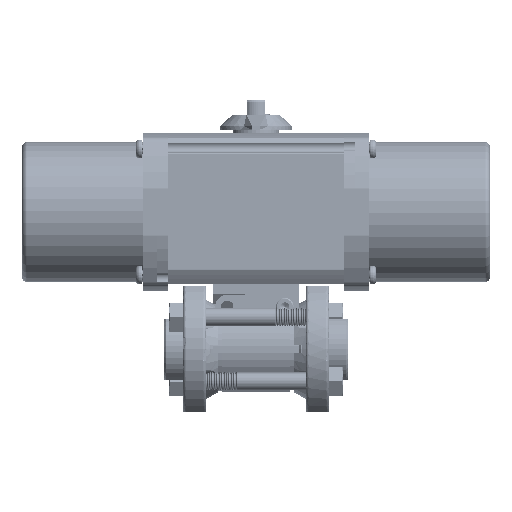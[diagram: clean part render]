
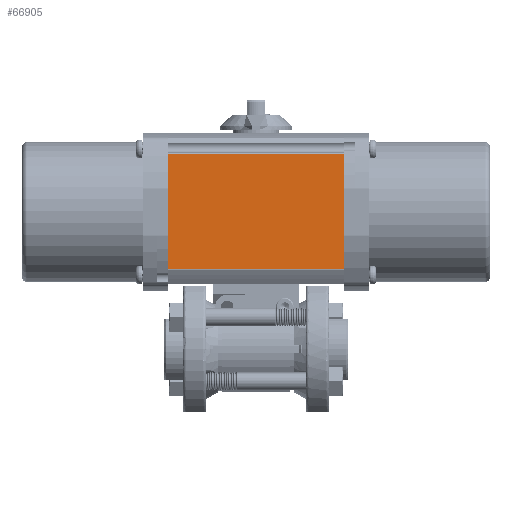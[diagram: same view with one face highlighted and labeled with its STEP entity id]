
A CAD part, top view. The second image highlights one B-rep face of the part: STEP entity #66905.
In plain terms, the highlighted planar face has unit normal (0, 0, 1).
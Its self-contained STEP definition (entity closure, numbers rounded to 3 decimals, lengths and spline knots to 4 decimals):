
#3749 = VERTEX_POINT ( 'NONE', #188416 ) ;
#8908 = DIRECTION ( 'NONE',  ( 1., 0., 0. ) ) ;
#10515 = FACE_OUTER_BOUND ( 'NONE', #192755, .T. ) ;
#20241 = VERTEX_POINT ( 'NONE', #99958 ) ;
#25262 = VERTEX_POINT ( 'NONE', #214275 ) ;
#28647 = LINE ( 'NONE', #88041, #193853 ) ;
#28665 = ORIENTED_EDGE ( 'NONE', *, *, #79446, .F. ) ;
#30432 = VECTOR ( 'NONE', #184543, 39.3701 ) ;
#47001 = LINE ( 'NONE', #96699, #30432 ) ;
#47328 = CARTESIAN_POINT ( 'NONE',  ( -5.0403, 3.3854, 1.17 ) ) ;
#61803 = CARTESIAN_POINT ( 'NONE',  ( -1.5275, 3.3854, 1.17 ) ) ;
#63136 = ORIENTED_EDGE ( 'NONE', *, *, #165475, .T. ) ;
#66905 = ADVANCED_FACE ( 'NONE', ( #10515 ), #170417, .F. ) ;
#79446 = EDGE_CURVE ( 'NONE', #20241, #25262, #47001, .T. ) ;
#80639 = LINE ( 'NONE', #114014, #116375 ) ;
#81717 = AXIS2_PLACEMENT_3D ( 'NONE', #47328, #188175, #82612 ) ;
#82612 = DIRECTION ( 'NONE',  ( 0., -1., 0. ) ) ;
#88041 = CARTESIAN_POINT ( 'NONE',  ( -5.0403, 3.3781, 1.17 ) ) ;
#96699 = CARTESIAN_POINT ( 'NONE',  ( 1.5275, 3.3854, 1.17 ) ) ;
#99958 = CARTESIAN_POINT ( 'NONE',  ( 1.5275, 3.3781, 1.17 ) ) ;
#105717 = DIRECTION ( 'NONE',  ( -1., 0., 0. ) ) ;
#114014 = CARTESIAN_POINT ( 'NONE',  ( -5.0403, 1.3839, 1.17 ) ) ;
#116375 = VECTOR ( 'NONE', #8908, 39.3701 ) ;
#136384 = VERTEX_POINT ( 'NONE', #190627 ) ;
#148736 = LINE ( 'NONE', #61803, #190216 ) ;
#165475 = EDGE_CURVE ( 'NONE', #20241, #136384, #28647, .T. ) ;
#170417 = PLANE ( 'NONE',  #81717 ) ;
#184543 = DIRECTION ( 'NONE',  ( 0., -1., 0. ) ) ;
#188175 = DIRECTION ( 'NONE',  ( 0., 0., -1. ) ) ;
#188416 = CARTESIAN_POINT ( 'NONE',  ( -1.5275, 1.3839, 1.17 ) ) ;
#190216 = VECTOR ( 'NONE', #202633, 39.3701 ) ;
#190627 = CARTESIAN_POINT ( 'NONE',  ( -1.5275, 3.3781, 1.17 ) ) ;
#192755 = EDGE_LOOP ( 'NONE', ( #28665, #63136, #202914, #209097 ) ) ;
#193853 = VECTOR ( 'NONE', #105717, 39.3701 ) ;
#194089 = EDGE_CURVE ( 'NONE', #3749, #136384, #148736, .T. ) ;
#202633 = DIRECTION ( 'NONE',  ( 0., 1., 0. ) ) ;
#202914 = ORIENTED_EDGE ( 'NONE', *, *, #194089, .F. ) ;
#209097 = ORIENTED_EDGE ( 'NONE', *, *, #222522, .T. ) ;
#214275 = CARTESIAN_POINT ( 'NONE',  ( 1.5275, 1.3839, 1.17 ) ) ;
#222522 = EDGE_CURVE ( 'NONE', #3749, #25262, #80639, .T. ) ;
